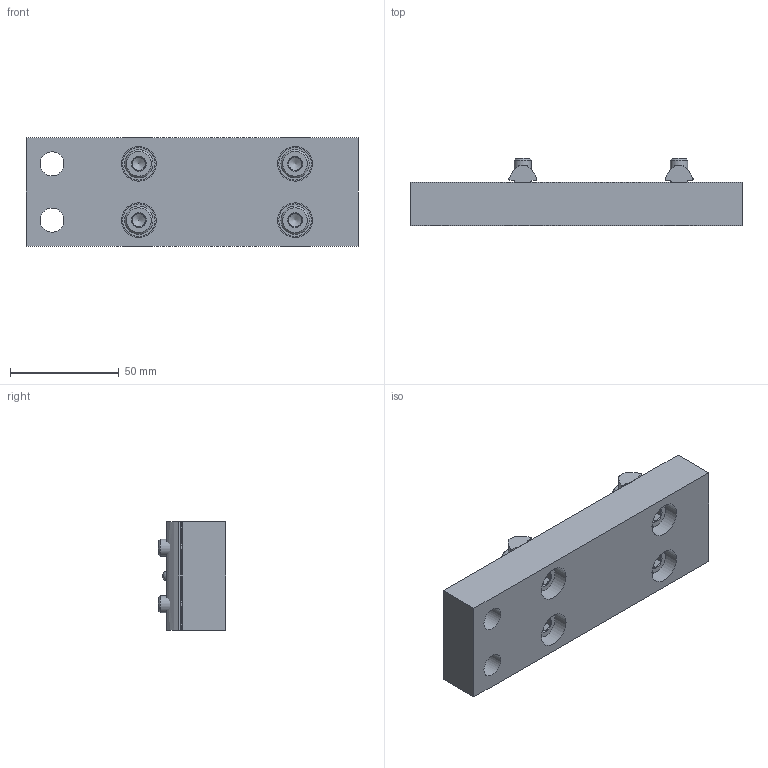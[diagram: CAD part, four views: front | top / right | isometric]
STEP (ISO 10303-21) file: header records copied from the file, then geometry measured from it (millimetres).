
FILE_DESCRIPTION(/* description */ ('STEP AP214'),/* implementation_level */ '2;1');
FILE_NAME(/* name */ '158455_MUP-80',/* time_stamp */ '2024-09-11T20:36:14+02:00',/* author */ ('License CC BY-ND 4.0'),/* organization */ ('CADENAS'),/* preprocessor_version */ 'ST-DEVELOPER v19.3',/* originating_system */ 'PARTsolutions',/* authorisation */ ' ');
FILE_SCHEMA (('AUTOMOTIVE_DESIGN {1 0 10303 214 3 1 1}'));
Length unit declared in the file: millimetre
Products named in the file (5): 158455 MUP-80---(0_0); 158455 MUP-80---(p_0); DIN-433 M8(F); DIN-912 - M8x18(F); 652642 MUP-50/63/80
Assembly tree (11 placements, depth 2):
  158455 MUP-80---(0_0)
    158455 MUP-80---(p_0)
    DIN-433 M8(F)  x4
    DIN-912 - M8x18(F)  x4
    652642 MUP-50/63/80  x2
Bounding box: 153 x 30.9 x 50 mm (x, y, z)
Volume: 149890.1 mm3; surface area: 37131 mm2
Topology: 11 solids, 11 shells, 224 faces, 514 edges, 312 vertices
Faces by surface type: plane 104, cylinder 70, cone 48, sphere 2
Full cylindrical faces by diameter (mm): 6.647 x4, 8 x4, 8.4 x4, 9.5 x4, 11 x2, 13 x4, 15 x4, 16 x4
Entity records: 2752 total; most frequent: CARTESIAN_POINT 567, DIRECTION 434, ORIENTED_EDGE 380, EDGE_CURVE 190, AXIS2_PLACEMENT_3D 178, VERTEX_POINT 133, FACE_BOUND 133, EDGE_LOOP 132
